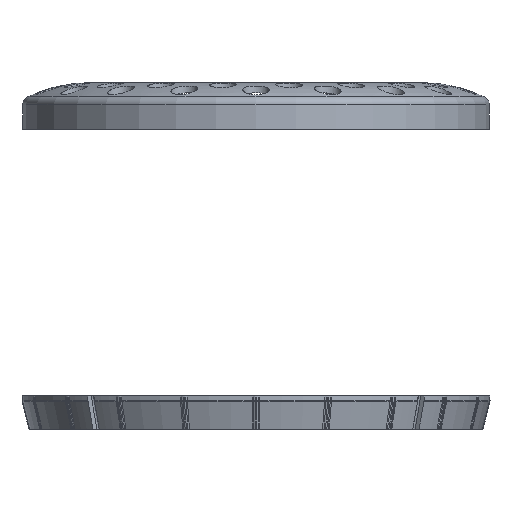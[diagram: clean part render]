
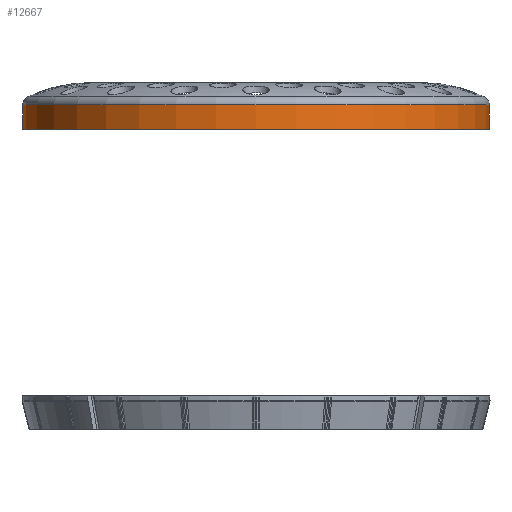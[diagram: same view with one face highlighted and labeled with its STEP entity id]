
A CAD part, front view. The second image highlights one B-rep face of the part: STEP entity #12667.
In plain terms, the highlighted cylindrical face has radius 700 mm (diameter 1400 mm), a full revolution.
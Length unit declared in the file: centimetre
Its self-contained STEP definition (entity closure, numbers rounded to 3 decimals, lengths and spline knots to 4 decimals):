
#1870=CIRCLE('',#15359,70.);
#1872=CIRCLE('',#15361,70.);
#1873=CIRCLE('',#15363,70.);
#2672=FACE_OUTER_BOUND('',#3576,.T.);
#3576=EDGE_LOOP('',(#11589,#11590,#11591,#11592,#11593));
#5240=VERTEX_POINT('',#30547);
#5241=VERTEX_POINT('',#30548);
#5242=VERTEX_POINT('',#30553);
#7356=EDGE_CURVE('',#5240,#5241,#1870,.T.);
#7358=EDGE_CURVE('',#5241,#5240,#1872,.T.);
#7359=EDGE_CURVE('',#5242,#5242,#1873,.T.);
#7360=EDGE_CURVE('',#5242,#5241,#13169,.T.);
#11589=ORIENTED_EDGE('',*,*,#7359,.F.);
#11590=ORIENTED_EDGE('',*,*,#7360,.T.);
#11591=ORIENTED_EDGE('',*,*,#7358,.T.);
#11592=ORIENTED_EDGE('',*,*,#7356,.T.);
#11593=ORIENTED_EDGE('',*,*,#7360,.F.);
#11911=CYLINDRICAL_SURFACE('',#15362,70.);
#12667=ADVANCED_FACE('',(#2672),#11911,.T.);
#13169=LINE('',#30555,#13661);
#13661=VECTOR('',#19258,70.);
#15359=AXIS2_PLACEMENT_3D('',#30549,#19248,#19249);
#15361=AXIS2_PLACEMENT_3D('',#30551,#19252,#19253);
#15362=AXIS2_PLACEMENT_3D('',#30552,#19254,#19255);
#15363=AXIS2_PLACEMENT_3D('',#30554,#19256,#19257);
#19248=DIRECTION('center_axis',(0.,0.,
-1.));
#19249=DIRECTION('ref_axis',(-1.,0.,0.));
#19252=DIRECTION('center_axis',(0.,0.,
-1.));
#19253=DIRECTION('ref_axis',(-1.,0.,0.));
#19254=DIRECTION('center_axis',(0.,0.,
-1.));
#19255=DIRECTION('ref_axis',(-1.,0.,0.));
#19256=DIRECTION('center_axis',(0.,0.,
-1.));
#19257=DIRECTION('ref_axis',(-1.,0.,0.));
#19258=DIRECTION('',(0.,0.,1.));
#30547=CARTESIAN_POINT('',(0.,-70.,97.4111));
#30548=CARTESIAN_POINT('',(70.,0.,97.4111));
#30549=CARTESIAN_POINT('Origin',(0.,0.,
97.4111));
#30551=CARTESIAN_POINT('Origin',(0.,0.,
97.4111));
#30552=CARTESIAN_POINT('Origin',(0.,0.,
93.7056));
#30553=CARTESIAN_POINT('',(70.,0.,90.));
#30554=CARTESIAN_POINT('Origin',(0.,0.,
90.));
#30555=CARTESIAN_POINT('',(70.,0.,93.7056));
